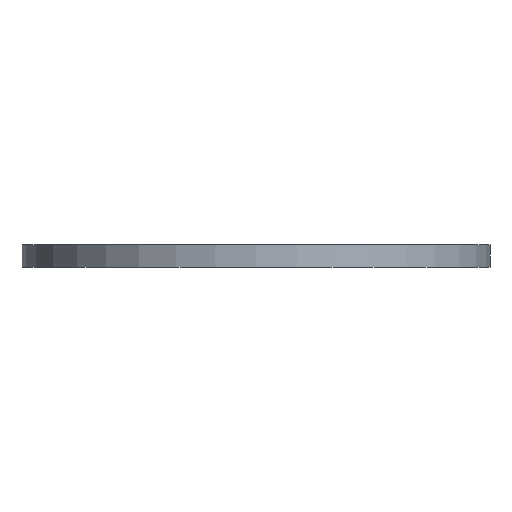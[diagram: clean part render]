
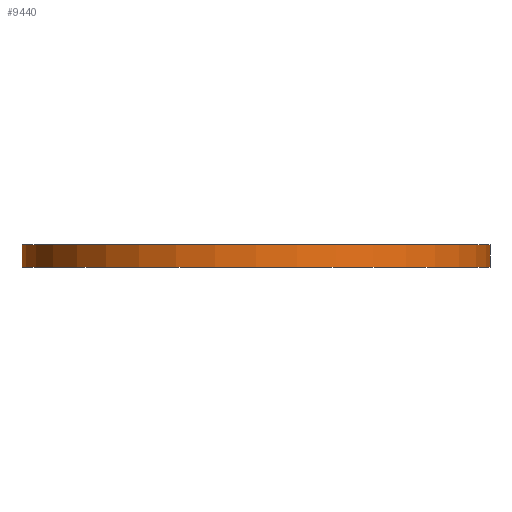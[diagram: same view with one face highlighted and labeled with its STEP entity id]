
A CAD part, front view. The second image highlights one B-rep face of the part: STEP entity #9440.
In plain terms, the highlighted cylindrical face has radius 16.421 mm (diameter 32.842 mm), a partial arc.
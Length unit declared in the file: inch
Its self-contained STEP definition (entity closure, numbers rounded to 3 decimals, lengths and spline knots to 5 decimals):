
#99 = DIRECTION ( 'NONE',  ( 0., 0., -1. ) ) ;
#302 = DIRECTION ( 'NONE',  ( 0., 0., 1. ) ) ;
#603 = VERTEX_POINT ( 'NONE', #8920 ) ;
#673 = CARTESIAN_POINT ( 'NONE',  ( -0.6465, 0., 0.0625 ) ) ;
#933 = EDGE_CURVE ( 'NONE', #11545, #603, #20876, .T. ) ;
#1264 = CARTESIAN_POINT ( 'NONE',  ( 0.6465, 0., 0. ) ) ;
#1593 = CYLINDRICAL_SURFACE ( 'NONE', #21103, 0.6465 ) ;
#1951 = LINE ( 'NONE', #9128, #22633 ) ;
#2164 = DIRECTION ( 'NONE',  ( 1., 0., 0. ) ) ;
#2212 = DIRECTION ( 'NONE',  ( -1., 0., 0. ) ) ;
#6094 = ORIENTED_EDGE ( 'NONE', *, *, #22849, .F. ) ;
#7603 = EDGE_CURVE ( 'NONE', #603, #23921, #18197, .T. ) ;
#8920 = CARTESIAN_POINT ( 'NONE',  ( -0.6465, 0., 0. ) ) ;
#9128 = CARTESIAN_POINT ( 'NONE',  ( 0.6465, 0., 0.0625 ) ) ;
#9440 = ADVANCED_FACE ( 'NONE', ( #23955 ), #1593, .T. ) ;
#9476 = VERTEX_POINT ( 'NONE', #20875 ) ;
#10944 = ORIENTED_EDGE ( 'NONE', *, *, #12492, .F. ) ;
#11545 = VERTEX_POINT ( 'NONE', #673 ) ;
#11945 = ORIENTED_EDGE ( 'NONE', *, *, #933, .T. ) ;
#12492 = EDGE_CURVE ( 'NONE', #11545, #9476, #23637, .T. ) ;
#12624 = AXIS2_PLACEMENT_3D ( 'NONE', #22997, #21030, #19299 ) ;
#14677 = AXIS2_PLACEMENT_3D ( 'NONE', #18722, #302, #2164 ) ;
#14875 = DIRECTION ( 'NONE',  ( 0., 0., -1. ) ) ;
#14990 = CARTESIAN_POINT ( 'NONE',  ( 0., 0., 0.0625 ) ) ;
#17186 = CARTESIAN_POINT ( 'NONE',  ( -0.6465, 0., 0.0625 ) ) ;
#18197 = CIRCLE ( 'NONE', #14677, 0.6465 ) ;
#18722 = CARTESIAN_POINT ( 'NONE',  ( 0., 0., 0. ) ) ;
#19299 = DIRECTION ( 'NONE',  ( 1., 0., 0. ) ) ;
#19872 = ORIENTED_EDGE ( 'NONE', *, *, #7603, .T. ) ;
#20875 = CARTESIAN_POINT ( 'NONE',  ( 0.6465, 0., 0.0625 ) ) ;
#20876 = LINE ( 'NONE', #17186, #22151 ) ;
#21030 = DIRECTION ( 'NONE',  ( 0., 0., 1. ) ) ;
#21103 = AXIS2_PLACEMENT_3D ( 'NONE', #14990, #22479, #2212 ) ;
#22151 = VECTOR ( 'NONE', #99, 39.37008 ) ;
#22479 = DIRECTION ( 'NONE',  ( 0., 0., -1. ) ) ;
#22633 = VECTOR ( 'NONE', #14875, 39.37008 ) ;
#22849 = EDGE_CURVE ( 'NONE', #9476, #23921, #1951, .T. ) ;
#22997 = CARTESIAN_POINT ( 'NONE',  ( 0., 0., 0.0625 ) ) ;
#23637 = CIRCLE ( 'NONE', #12624, 0.6465 ) ;
#23773 = EDGE_LOOP ( 'NONE', ( #6094, #10944, #11945, #19872 ) ) ;
#23921 = VERTEX_POINT ( 'NONE', #1264 ) ;
#23955 = FACE_OUTER_BOUND ( 'NONE', #23773, .T. ) ;
